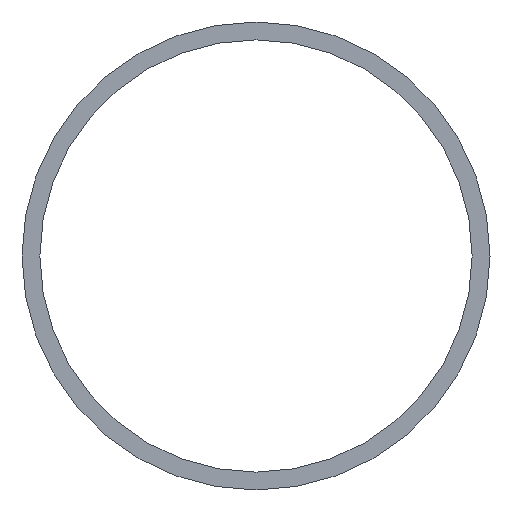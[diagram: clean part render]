
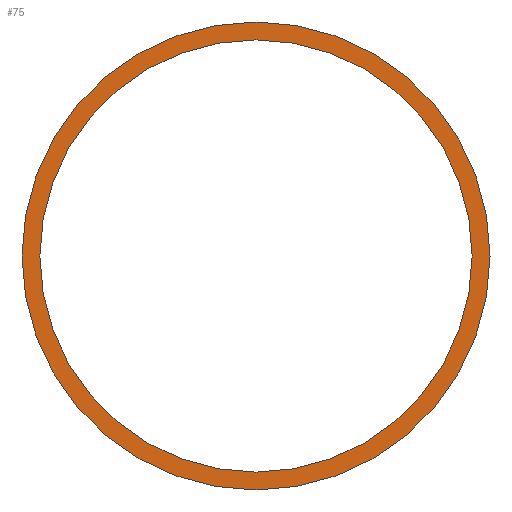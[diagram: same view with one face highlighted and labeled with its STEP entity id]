
A CAD part, left-side view. The second image highlights one B-rep face of the part: STEP entity #75.
In plain terms, the highlighted planar face has unit normal (-1, 0, 0).
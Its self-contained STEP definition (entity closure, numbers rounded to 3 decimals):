
#53 = EDGE_CURVE( '', #103, #59, #123, .T. );
#59 = VERTEX_POINT( '', #130 );
#65 = VERTEX_POINT( '', #136 );
#69 = VERTEX_POINT( '', #141 );
#75 = ADVANCED_FACE( '', ( #147, #148 ), #149, .F. );
#79 = EDGE_CURVE( '', #59, #103, #155, .T. );
#83 = EDGE_CURVE( '', #65, #69, #159, .T. );
#89 = EDGE_CURVE( '', #69, #65, #165, .T. );
#103 = VERTEX_POINT( '', #181 );
#123 = CIRCLE( '', #193, 230.9 );
#130 = CARTESIAN_POINT( '', ( 0., 0., -230.9 ) );
#136 = CARTESIAN_POINT( '', ( 0., 0., 250. ) );
#141 = CARTESIAN_POINT( '', ( 0., 0., -250. ) );
#147 = FACE_OUTER_BOUND( '', #219, .T. );
#148 = FACE_BOUND( '', #220, .T. );
#149 = PLANE( '', #221 );
#155 = CIRCLE( '', #228, 230.9 );
#159 = CIRCLE( '', #234, 250. );
#165 = CIRCLE( '', #245, 250. );
#181 = CARTESIAN_POINT( '', ( 0., 0., 230.9 ) );
#193 = AXIS2_PLACEMENT_3D( '', #269, #270, #271 );
#219 = EDGE_LOOP( '', ( #295, #296 ) );
#220 = EDGE_LOOP( '', ( #297, #298 ) );
#221 = AXIS2_PLACEMENT_3D( '', #299, #300, #301 );
#228 = AXIS2_PLACEMENT_3D( '', #310, #311, #312 );
#234 = AXIS2_PLACEMENT_3D( '', #316, #317, #318 );
#245 = AXIS2_PLACEMENT_3D( '', #321, #322, #323 );
#269 = CARTESIAN_POINT( '', ( 0., 0., 0. ) );
#270 = DIRECTION( '', ( 1., 0., 0. ) );
#271 = DIRECTION( '', ( 0., 0., -1. ) );
#295 = ORIENTED_EDGE( '', *, *, #89, .F. );
#296 = ORIENTED_EDGE( '', *, *, #83, .F. );
#297 = ORIENTED_EDGE( '', *, *, #79, .T. );
#298 = ORIENTED_EDGE( '', *, *, #53, .T. );
#299 = CARTESIAN_POINT( '', ( 0., 0., 0. ) );
#300 = DIRECTION( '', ( 1., 0., 0. ) );
#301 = DIRECTION( '', ( 0., 0., -1. ) );
#310 = CARTESIAN_POINT( '', ( 0., 0., 0. ) );
#311 = DIRECTION( '', ( 1., 0., 0. ) );
#312 = DIRECTION( '', ( 0., 0., -1. ) );
#316 = CARTESIAN_POINT( '', ( 0., 0., 0. ) );
#317 = DIRECTION( '', ( 1., 0., 0. ) );
#318 = DIRECTION( '', ( 0., 0., -1. ) );
#321 = CARTESIAN_POINT( '', ( 0., 0., 0. ) );
#322 = DIRECTION( '', ( 1., 0., 0. ) );
#323 = DIRECTION( '', ( 0., 0., -1. ) );
